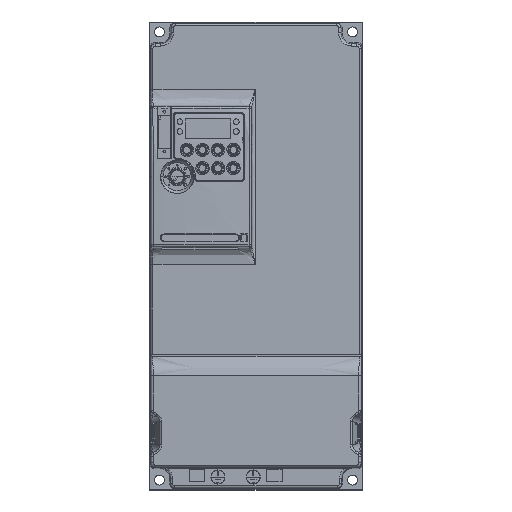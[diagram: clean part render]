
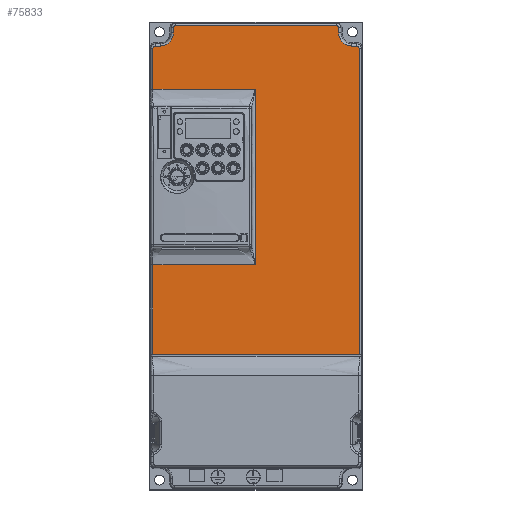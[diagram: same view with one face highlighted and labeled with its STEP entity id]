
A CAD part, top view. The second image highlights one B-rep face of the part: STEP entity #75833.
In plain terms, the highlighted planar face has unit normal (0, 0, -1).
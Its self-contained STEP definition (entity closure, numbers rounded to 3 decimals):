
#40410=DIRECTION('',(0.,1.,0.));
#40411=VECTOR('',#40410,217.192);
#40412=CARTESIAN_POINT('',(73.096,95.,145.8));
#40413=LINE('',#40412,#40411);
#40445=DIRECTION('',(-1.,0.,0.));
#40446=VECTOR('',#40445,3.596);
#40447=CARTESIAN_POINT('',(71.596,313.692,145.8));
#40448=LINE('',#40447,#40446);
#40464=DIRECTION('',(1.,0.,0.));
#40465=VECTOR('',#40464,146.192);
#40466=CARTESIAN_POINT('',(-73.096,95.,145.8));
#40467=LINE('',#40466,#40465);
#40468=CARTESIAN_POINT('',(71.596,312.192,145.8));
#40469=DIRECTION('',(0.,0.,1.));
#40470=DIRECTION('',(1.,0.,0.));
#40471=AXIS2_PLACEMENT_3D('',#40468,#40469,#40470);
#40473=CARTESIAN_POINT('',(68.,323.,145.8));
#40474=DIRECTION('',(0.,0.,-1.));
#40475=DIRECTION('',(0.,-1.,0.));
#40476=AXIS2_PLACEMENT_3D('',#40473,#40474,#40475);
#40478=CARTESIAN_POINT('',(57.192,326.596,145.8));
#40479=DIRECTION('',(0.,0.,1.));
#40480=DIRECTION('',(1.,0.,0.));
#40481=AXIS2_PLACEMENT_3D('',#40478,#40479,#40480);
#40483=CARTESIAN_POINT('',(-57.192,326.596,
145.8));
#40484=DIRECTION('',(0.,0.,1.));
#40485=DIRECTION('',(0.,1.,0.));
#40486=AXIS2_PLACEMENT_3D('',#40483,#40484,#40485);
#40488=CARTESIAN_POINT('',(-68.,323.,145.8));
#40489=DIRECTION('',(0.,0.,-1.));
#40490=DIRECTION('',(1.,0.,0.));
#40491=AXIS2_PLACEMENT_3D('',#40488,#40489,#40490);
#40493=CARTESIAN_POINT('',(-71.596,312.192,
145.8));
#40494=DIRECTION('',(0.,0.,1.));
#40495=DIRECTION('',(0.,1.,0.));
#40496=AXIS2_PLACEMENT_3D('',#40493,#40494,#40495);
#40498=DIRECTION('',(0.,1.,0.));
#40499=VECTOR('',#40498,3.596);
#40500=CARTESIAN_POINT('',(58.692,323.,145.8));
#40501=LINE('',#40500,#40499);
#40614=DIRECTION('',(0.,-1.,0.));
#40615=VECTOR('',#40614,3.596);
#40616=CARTESIAN_POINT('',(-58.692,326.596,
145.8));
#40617=LINE('',#40616,#40615);
#40649=DIRECTION('',(-1.,0.,0.));
#40650=VECTOR('',#40649,3.596);
#40651=CARTESIAN_POINT('',(-68.,313.692,145.8));
#40652=LINE('',#40651,#40650);
#40688=DIRECTION('',(0.,-1.,0.));
#40689=VECTOR('',#40688,29.219);
#40690=CARTESIAN_POINT('',(-73.096,312.192,
145.8));
#40691=LINE('',#40690,#40689);
#63962=DIRECTION('',(-1.,0.,0.));
#63963=VECTOR('',#63962,72.609);
#63964=CARTESIAN_POINT('',(-0.487,158.597,145.8));
#63965=LINE('',#63964,#63963);
#63995=DIRECTION('',(0.,-1.,0.));
#63996=VECTOR('',#63995,63.597);
#63997=CARTESIAN_POINT('',(-73.096,158.597,
145.8));
#63998=LINE('',#63997,#63996);
#64053=DIRECTION('',(0.,-1.,0.));
#64054=VECTOR('',#64053,124.376);
#64055=CARTESIAN_POINT('',(-0.487,282.972,145.8));
#64056=LINE('',#64055,#64054);
#64130=DIRECTION('',(1.,0.,0.));
#64131=VECTOR('',#64130,72.609);
#64132=CARTESIAN_POINT('',(-73.096,282.972,
145.8));
#64133=LINE('',#64132,#64131);
#64343=DIRECTION('',(-1.,0.,0.));
#64344=VECTOR('',#64343,114.383);
#64345=CARTESIAN_POINT('',(57.192,328.096,145.8));
#64346=LINE('',#64345,#64344);
#66685=CARTESIAN_POINT('',(73.096,95.,145.8));
#66686=VERTEX_POINT('',#66685);
#66687=CARTESIAN_POINT('',(-73.096,95.,145.8));
#66688=VERTEX_POINT('',#66687);
#66707=CARTESIAN_POINT('',(73.096,312.192,145.8));
#66708=VERTEX_POINT('',#66707);
#66709=CARTESIAN_POINT('',(71.596,313.692,145.8));
#66710=VERTEX_POINT('',#66709);
#66715=CARTESIAN_POINT('',(68.,313.692,145.8));
#66716=VERTEX_POINT('',#66715);
#66717=CARTESIAN_POINT('',(58.692,323.,145.8));
#66718=VERTEX_POINT('',#66717);
#66721=CARTESIAN_POINT('',(-73.096,158.597,
145.8));
#66722=VERTEX_POINT('',#66721);
#66723=CARTESIAN_POINT('',(-0.487,158.597,145.8));
#66724=VERTEX_POINT('',#66723);
#66725=CARTESIAN_POINT('',(-0.487,282.972,145.8));
#66726=VERTEX_POINT('',#66725);
#66727=CARTESIAN_POINT('',(-73.096,282.972,
145.8));
#66728=VERTEX_POINT('',#66727);
#66729=CARTESIAN_POINT('',(-73.096,312.192,
145.8));
#66730=VERTEX_POINT('',#66729);
#66731=CARTESIAN_POINT('',(-71.596,313.692,
145.8));
#66732=VERTEX_POINT('',#66731);
#66733=CARTESIAN_POINT('',(-68.,313.692,145.8));
#66734=VERTEX_POINT('',#66733);
#66735=CARTESIAN_POINT('',(-58.692,323.,145.8));
#66736=VERTEX_POINT('',#66735);
#66737=CARTESIAN_POINT('',(-58.692,326.596,
145.8));
#66738=VERTEX_POINT('',#66737);
#66739=CARTESIAN_POINT('',(-57.192,328.096,
145.8));
#66740=VERTEX_POINT('',#66739);
#66741=CARTESIAN_POINT('',(57.192,328.096,145.8));
#66742=VERTEX_POINT('',#66741);
#66743=CARTESIAN_POINT('',(58.692,326.596,145.8));
#66744=VERTEX_POINT('',#66743);
#75795=CARTESIAN_POINT('',(0.,211.548,145.8));
#75796=DIRECTION('',(0.,0.,1.));
#75797=DIRECTION('',(0.,1.,0.));
#75798=AXIS2_PLACEMENT_3D('',#75795,#75796,#75797);
#75799=PLANE('',#75798);
#75800=ORIENTED_EDGE('',*,*,#75663,.T.);
#75801=ORIENTED_EDGE('',*,*,#75707,.T.);
#75802=ORIENTED_EDGE('',*,*,#75734,.T.);
#75803=ORIENTED_EDGE('',*,*,#75775,.T.);
#75804=ORIENTED_EDGE('',*,*,#75785,.T.);
#75806=ORIENTED_EDGE('',*,*,#75805,.T.);
#75808=ORIENTED_EDGE('',*,*,#75807,.T.);
#75810=ORIENTED_EDGE('',*,*,#75809,.T.);
#75812=ORIENTED_EDGE('',*,*,#75811,.T.);
#75814=ORIENTED_EDGE('',*,*,#75813,.T.);
#75816=ORIENTED_EDGE('',*,*,#75815,.T.);
#75818=ORIENTED_EDGE('',*,*,#75817,.T.);
#75820=ORIENTED_EDGE('',*,*,#75819,.T.);
#75822=ORIENTED_EDGE('',*,*,#75821,.T.);
#75824=ORIENTED_EDGE('',*,*,#75823,.T.);
#75826=ORIENTED_EDGE('',*,*,#75825,.T.);
#75828=ORIENTED_EDGE('',*,*,#75827,.T.);
#75830=ORIENTED_EDGE('',*,*,#75829,.T.);
#75831=EDGE_LOOP('',(#75800,#75801,#75802,#75803,#75804,#75806,#75808,#75810,
#75812,#75814,#75816,#75818,#75820,#75822,#75824,#75826,#75828,#75830));
#75832=FACE_OUTER_BOUND('',#75831,.F.);
#75833=ADVANCED_FACE('',(#75832),#75799,.F.);
#40472=CIRCLE('',#40471,1.5);
#40477=CIRCLE('',#40476,9.308);
#40482=CIRCLE('',#40481,1.5);
#40487=CIRCLE('',#40486,1.5);
#40492=CIRCLE('',#40491,9.308);
#40497=CIRCLE('',#40496,1.5);
#75663=EDGE_CURVE('',#66688,#66686,#40467,.T.);
#75707=EDGE_CURVE('',#66686,#66708,#40413,.T.);
#75734=EDGE_CURVE('',#66708,#66710,#40472,.T.);
#75775=EDGE_CURVE('',#66710,#66716,#40448,.T.);
#75785=EDGE_CURVE('',#66716,#66718,#40477,.T.);
#75805=EDGE_CURVE('',#66718,#66744,#40501,.T.);
#75807=EDGE_CURVE('',#66744,#66742,#40482,.T.);
#75809=EDGE_CURVE('',#66742,#66740,#64346,.T.);
#75811=EDGE_CURVE('',#66740,#66738,#40487,.T.);
#75813=EDGE_CURVE('',#66738,#66736,#40617,.T.);
#75815=EDGE_CURVE('',#66736,#66734,#40492,.T.);
#75817=EDGE_CURVE('',#66734,#66732,#40652,.T.);
#75819=EDGE_CURVE('',#66732,#66730,#40497,.T.);
#75821=EDGE_CURVE('',#66730,#66728,#40691,.T.);
#75823=EDGE_CURVE('',#66728,#66726,#64133,.T.);
#75825=EDGE_CURVE('',#66726,#66724,#64056,.T.);
#75827=EDGE_CURVE('',#66724,#66722,#63965,.T.);
#75829=EDGE_CURVE('',#66722,#66688,#63998,.T.);
